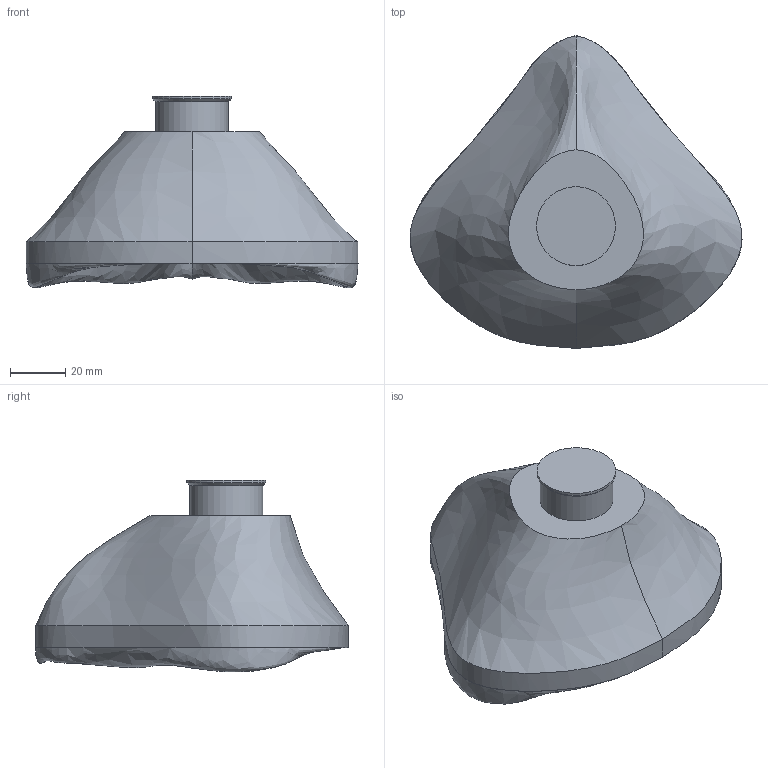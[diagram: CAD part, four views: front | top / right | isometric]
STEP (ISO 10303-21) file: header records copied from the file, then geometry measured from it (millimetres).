
FILE_DESCRIPTION(/* description */ (''),/* implementation_level */ '2;1');
FILE_NAME(/* name */ '5efa7aa4b6d87c109a494e05',/* time_stamp */ '2020-06-29T23:35:00+00:00',/* author */ (''),/* organization */ (''),/* preprocessor_version */ 'ST-DEVELOPER v16.7',/* originating_system */ $,/* authorisation */ $);
FILE_SCHEMA (('AUTOMOTIVE_DESIGN {1 0 10303 214 3 1 1}'));
Length unit declared in the file: metre
Products named in the file (1): Mould part 2
Bounding box: 120.69 x 113.68 x 69.79 mm (x, y, z)
Volume: 268041.1 mm3; surface area: 32829.4 mm2
Topology: 1 solids, 1 shells, 34 faces, 79 edges, 50 vertices
Faces by surface type: plane 21, bspline 8, cylinder 4, cone 1
Full cylindrical faces by diameter (mm): 26.5 x1, 28.7 x1
Entity records: 5402 total; most frequent: CARTESIAN_POINT 4743, ORIENTED_EDGE 150, DIRECTION 82, EDGE_CURVE 75, B_SPLINE_CURVE_WITH_KNOTS 56, VERTEX_POINT 49, EDGE_LOOP 40, FACE_BOUND 40
